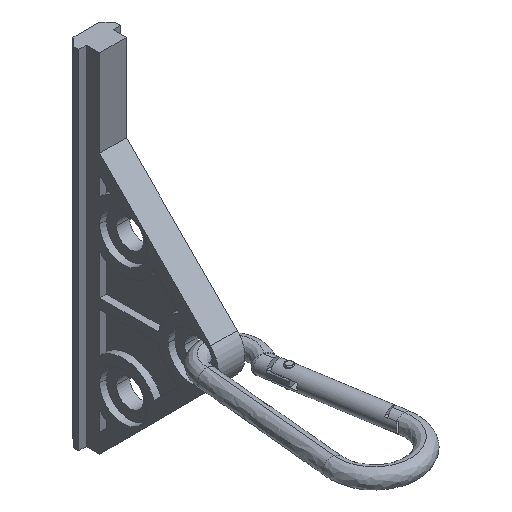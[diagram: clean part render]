
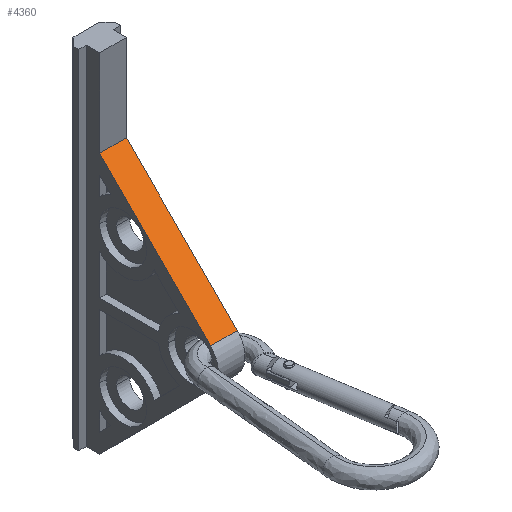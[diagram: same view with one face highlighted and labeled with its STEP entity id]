
A CAD part, isometric view. The second image highlights one B-rep face of the part: STEP entity #4360.
In plain terms, the highlighted planar face has unit normal (0, -0.709, 0.705).
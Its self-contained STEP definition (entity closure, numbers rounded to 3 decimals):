
#125 = VECTOR ( 'NONE', #2909, 1000. ) ;
#380 = VERTEX_POINT ( 'NONE', #1422 ) ;
#611 = VECTOR ( 'NONE', #1202, 1000. ) ;
#637 = VERTEX_POINT ( 'NONE', #4229 ) ;
#802 = PLANE ( 'NONE',  #2140 ) ;
#1202 = DIRECTION ( 'NONE',  ( 0., -0.705, -0.709 ) ) ;
#1228 = VERTEX_POINT ( 'NONE', #5750 ) ;
#1393 = DIRECTION ( 'NONE',  ( 0., 0.705, 0.709 ) ) ;
#1422 = CARTESIAN_POINT ( 'NONE',  ( 4., -4., 26. ) ) ;
#1617 = DIRECTION ( 'NONE',  ( 1., 0., 0. ) ) ;
#1700 = CARTESIAN_POINT ( 'NONE',  ( -89.699, -4., 26. ) ) ;
#1791 = ORIENTED_EDGE ( 'NONE', *, *, #3745, .T. ) ;
#1799 = LINE ( 'NONE', #3872, #611 ) ;
#1818 = ORIENTED_EDGE ( 'NONE', *, *, #3156, .F. ) ;
#1858 = ORIENTED_EDGE ( 'NONE', *, *, #5596, .F. ) ;
#2140 = AXIS2_PLACEMENT_3D ( 'NONE', #1700, #5263, #2592 ) ;
#2592 = DIRECTION ( 'NONE',  ( 0., -0.705, -0.709 ) ) ;
#2839 = EDGE_CURVE ( 'NONE', #637, #1228, #3164, .T. ) ;
#2909 = DIRECTION ( 'NONE',  ( 1., 0., 0. ) ) ;
#3156 = EDGE_CURVE ( 'NONE', #1228, #380, #4537, .T. ) ;
#3164 = LINE ( 'NONE', #3200, #5530 ) ;
#3200 = CARTESIAN_POINT ( 'NONE',  ( -4., -4., 26. ) ) ;
#3206 = ORIENTED_EDGE ( 'NONE', *, *, #2839, .F. ) ;
#3223 = VECTOR ( 'NONE', #1617, 1000. ) ;
#3330 = EDGE_LOOP ( 'NONE', ( #3206, #1791, #1858, #1818 ) ) ;
#3413 = CARTESIAN_POINT ( 'NONE',  ( -89.699, -4., 26. ) ) ;
#3745 = EDGE_CURVE ( 'NONE', #637, #5059, #5639, .T. ) ;
#3872 = CARTESIAN_POINT ( 'NONE',  ( 4., -4., 26. ) ) ;
#4229 = CARTESIAN_POINT ( 'NONE',  ( -4., -37.173, -7.359 ) ) ;
#4360 = ADVANCED_FACE ( 'NONE', ( #5766 ), #802, .T. ) ;
#4365 = CARTESIAN_POINT ( 'NONE',  ( 4., -37.173, -7.359 ) ) ;
#4537 = LINE ( 'NONE', #3413, #3223 ) ;
#5059 = VERTEX_POINT ( 'NONE', #4365 ) ;
#5263 = DIRECTION ( 'NONE',  ( 0., -0.709, 0.705 ) ) ;
#5530 = VECTOR ( 'NONE', #1393, 1000. ) ;
#5569 = CARTESIAN_POINT ( 'NONE',  ( -89.699, -37.173, -7.359 ) ) ;
#5596 = EDGE_CURVE ( 'NONE', #380, #5059, #1799, .T. ) ;
#5639 = LINE ( 'NONE', #5569, #125 ) ;
#5750 = CARTESIAN_POINT ( 'NONE',  ( -4., -4., 26. ) ) ;
#5766 = FACE_OUTER_BOUND ( 'NONE', #3330, .T. ) ;
